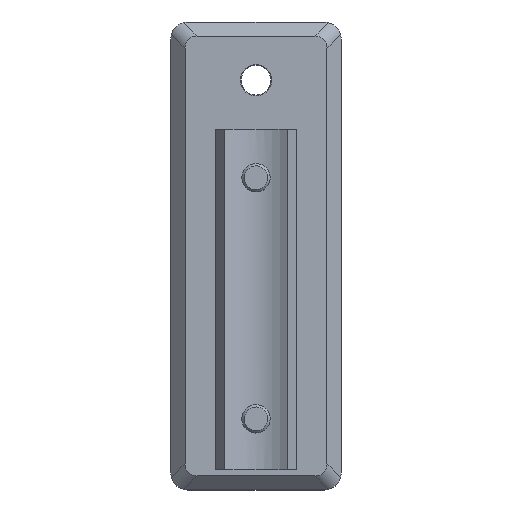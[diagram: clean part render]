
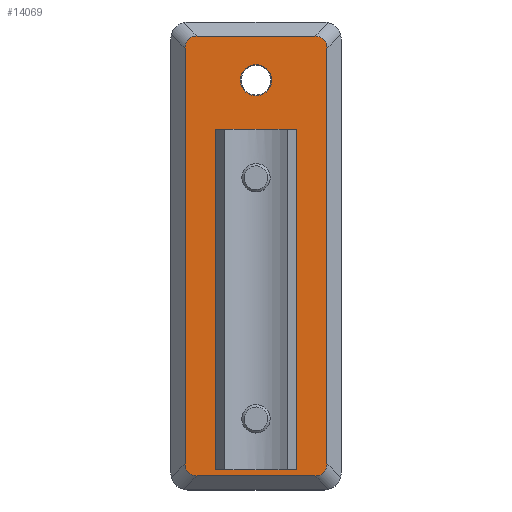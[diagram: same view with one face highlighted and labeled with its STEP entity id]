
A CAD part, top view. The second image highlights one B-rep face of the part: STEP entity #14069.
In plain terms, the highlighted planar face has unit normal (0, 0, 1).
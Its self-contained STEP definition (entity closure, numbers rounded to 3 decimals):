
#158 = CARTESIAN_POINT ( 'NONE',  ( 35.5, 25., 10. ) ) ;
#307 = ORIENTED_EDGE ( 'NONE', *, *, #3388, .T. ) ;
#366 = CARTESIAN_POINT ( 'NONE',  ( 50.757, 5., 10. ) ) ;
#450 = CIRCLE ( 'NONE', #12491, 5.5 ) ;
#617 = ORIENTED_EDGE ( 'NONE', *, *, #7672, .T. ) ;
#696 = CARTESIAN_POINT ( 'NONE',  ( 0., 160., 10. ) ) ;
#704 = FACE_BOUND ( 'NONE', #7350, .T. ) ;
#1279 = CARTESIAN_POINT ( 'NONE',  ( 5., 9.243, 10. ) ) ;
#1446 = EDGE_CURVE ( 'NONE', #16822, #4114, #14636, .T. ) ;
#1582 = ORIENTED_EDGE ( 'NONE', *, *, #2459, .T. ) ;
#1587 = DIRECTION ( 'NONE',  ( 0., 0., -1. ) ) ;
#2021 = EDGE_CURVE ( 'NONE', #6132, #6132, #11198, .T. ) ;
#2030 = ORIENTED_EDGE ( 'NONE', *, *, #2021, .T. ) ;
#2184 = EDGE_CURVE ( 'NONE', #5529, #5529, #8121, .T. ) ;
#2459 = EDGE_CURVE ( 'NONE', #15618, #16822, #8530, .T. ) ;
#2495 = VERTEX_POINT ( 'NONE', #9980 ) ;
#2741 = DIRECTION ( 'NONE',  ( 0., 0., -1. ) ) ;
#2915 = CARTESIAN_POINT ( 'NONE',  ( 35.5, 110., 10. ) ) ;
#3041 = CARTESIAN_POINT ( 'NONE',  ( 50.757, 5., 10. ) ) ;
#3147 = CARTESIAN_POINT ( 'NONE',  ( 53.447, 5., 10. ) ) ;
#3197 = CARTESIAN_POINT ( 'NONE',  ( 5., 158.447, 10. ) ) ;
#3264 = DIRECTION ( 'NONE',  ( 0., 0., -1. ) ) ;
#3388 = EDGE_CURVE ( 'NONE', #6964, #6964, #450, .T. ) ;
#3397 = VERTEX_POINT ( 'NONE', #366 ) ;
#3577 = CARTESIAN_POINT ( 'NONE',  ( 30., 110., 10. ) ) ;
#3999 = DIRECTION ( 'NONE',  ( 1., 0., 0. ) ) ;
#4114 = VERTEX_POINT ( 'NONE', #12034 ) ;
#4128 = LINE ( 'NONE', #696, #5571 ) ;
#4679 = EDGE_LOOP ( 'NONE', ( #2030 ) ) ;
#4698 = VECTOR ( 'NONE', #12099, 1000. ) ;
#4808 = FACE_OUTER_BOUND ( 'NONE', #10234, .T. ) ;
#4925 = PLANE ( 'NONE',  #7143 ) ;
#5014 =( BOUNDED_CURVE ( )  B_SPLINE_CURVE ( 3, ( #9609, #15027, #3197, #7045 ),
 .UNSPECIFIED., .F., .F. ) 
 B_SPLINE_CURVE_WITH_KNOTS ( ( 4, 4 ),
 ( 2.618, 3.665 ),
 .UNSPECIFIED. ) 
 CURVE ( )  GEOMETRIC_REPRESENTATION_ITEM ( )  RATIONAL_B_SPLINE_CURVE ( ( 1., 0.911, 0.911, 1. ) ) 
 REPRESENTATION_ITEM ( '' )  );
#5225 = FACE_BOUND ( 'NONE', #13966, .T. ) ;
#5451 = CARTESIAN_POINT ( 'NONE',  ( 35.5, 144.5, 10. ) ) ;
#5482 = CARTESIAN_POINT ( 'NONE',  ( 60., 5., 10. ) ) ;
#5529 = VERTEX_POINT ( 'NONE', #158 ) ;
#5571 = VECTOR ( 'NONE', #13941, 1000. ) ;
#5602 = DIRECTION ( 'NONE',  ( 1., 0., 0. ) ) ;
#5795 = LINE ( 'NONE', #5482, #16061 ) ;
#5808 = ORIENTED_EDGE ( 'NONE', *, *, #11730, .T. ) ;
#5915 = ORIENTED_EDGE ( 'NONE', *, *, #2184, .T. ) ;
#5920 = CARTESIAN_POINT ( 'NONE',  ( 55., 165., 10. ) ) ;
#6132 = VERTEX_POINT ( 'NONE', #2915 ) ;
#6275 = EDGE_CURVE ( 'NONE', #7495, #3397, #5795, .T. ) ;
#6586 = CARTESIAN_POINT ( 'NONE',  ( 6.553, 5., 10. ) ) ;
#6964 = VERTEX_POINT ( 'NONE', #5451 ) ;
#7045 = CARTESIAN_POINT ( 'NONE',  ( 5., 155.757, 10. ) ) ;
#7078 = CARTESIAN_POINT ( 'NONE',  ( 55., 9.243, 10. ) ) ;
#7143 = AXIS2_PLACEMENT_3D ( 'NONE', #16750, #12762, #14079 ) ;
#7350 = EDGE_LOOP ( 'NONE', ( #307 ) ) ;
#7495 = VERTEX_POINT ( 'NONE', #10274 ) ;
#7524 = AXIS2_PLACEMENT_3D ( 'NONE', #3577, #14048, #10164 ) ;
#7672 = EDGE_CURVE ( 'NONE', #4114, #2495, #4128, .T. ) ;
#7811 = CARTESIAN_POINT ( 'NONE',  ( 5., 9.243, 10. ) ) ;
#7929 = EDGE_CURVE ( 'NONE', #2495, #13742, #5014, .T. ) ;
#7990 = ORIENTED_EDGE ( 'NONE', *, *, #13357, .T. ) ;
#8088 = DIRECTION ( 'NONE',  ( 1., 0., 0. ) ) ;
#8121 = CIRCLE ( 'NONE', #11160, 5.5 ) ;
#8530 = LINE ( 'NONE', #5920, #8723 ) ;
#8723 = VECTOR ( 'NONE', #15217, 1000. ) ;
#8761 = CARTESIAN_POINT ( 'NONE',  ( 53.447, 160., 10. ) ) ;
#8795 = ORIENTED_EDGE ( 'NONE', *, *, #10909, .T. ) ;
#9359 = CARTESIAN_POINT ( 'NONE',  ( 30., 25., 10. ) ) ;
#9467 = VERTEX_POINT ( 'NONE', #9755 ) ;
#9609 = CARTESIAN_POINT ( 'NONE',  ( 9.243, 160., 10. ) ) ;
#9755 = CARTESIAN_POINT ( 'NONE',  ( 35.5, 59.5, 10. ) ) ;
#9854 = ORIENTED_EDGE ( 'NONE', *, *, #1446, .T. ) ;
#9980 = CARTESIAN_POINT ( 'NONE',  ( 9.243, 160., 10. ) ) ;
#10164 = DIRECTION ( 'NONE',  ( 1., 0., 0. ) ) ;
#10234 = EDGE_LOOP ( 'NONE', ( #617, #11266, #8795, #15583, #14611, #7990, #1582, #9854 ) ) ;
#10274 = CARTESIAN_POINT ( 'NONE',  ( 9.243, 5., 10. ) ) ;
#10386 = CARTESIAN_POINT ( 'NONE',  ( 5., 0., 10. ) ) ;
#10576 = CARTESIAN_POINT ( 'NONE',  ( 9.243, 5., 10. ) ) ;
#10761 = CARTESIAN_POINT ( 'NONE',  ( 30., 59.5, 10. ) ) ;
#10909 = EDGE_CURVE ( 'NONE', #13742, #13186, #11077, .T. ) ;
#11077 = LINE ( 'NONE', #10386, #4698 ) ;
#11160 = AXIS2_PLACEMENT_3D ( 'NONE', #9359, #2741, #8088 ) ;
#11198 = CIRCLE ( 'NONE', #7524, 5.5 ) ;
#11266 = ORIENTED_EDGE ( 'NONE', *, *, #7929, .T. ) ;
#11363 =( BOUNDED_CURVE ( )  B_SPLINE_CURVE ( 3, ( #3041, #3147, #12338, #12111 ),
 .UNSPECIFIED., .F., .T. ) 
 B_SPLINE_CURVE_WITH_KNOTS ( ( 4, 4 ),
 ( 5.76, 6.807 ),
 .UNSPECIFIED. ) 
 CURVE ( )  GEOMETRIC_REPRESENTATION_ITEM ( )  RATIONAL_B_SPLINE_CURVE ( ( 1., 0.911, 0.911, 1. ) ) 
 REPRESENTATION_ITEM ( '' )  );
#11665 = CIRCLE ( 'NONE', #11977, 5.5 ) ;
#11730 = EDGE_CURVE ( 'NONE', #9467, #9467, #11665, .T. ) ;
#11977 = AXIS2_PLACEMENT_3D ( 'NONE', #10761, #1587, #3999 ) ;
#12034 = CARTESIAN_POINT ( 'NONE',  ( 50.757, 160., 10. ) ) ;
#12099 = DIRECTION ( 'NONE',  ( 0., -1., 0. ) ) ;
#12111 = CARTESIAN_POINT ( 'NONE',  ( 55., 9.243, 10. ) ) ;
#12338 = CARTESIAN_POINT ( 'NONE',  ( 55., 6.553, 10. ) ) ;
#12448 = EDGE_LOOP ( 'NONE', ( #5808 ) ) ;
#12491 = AXIS2_PLACEMENT_3D ( 'NONE', #16101, #3264, #5602 ) ;
#12762 = DIRECTION ( 'NONE',  ( 0., 0., 1. ) ) ;
#13162 =( BOUNDED_CURVE ( )  B_SPLINE_CURVE ( 3, ( #7811, #16966, #6586, #10576 ),
 .UNSPECIFIED., .F., .T. ) 
 B_SPLINE_CURVE_WITH_KNOTS ( ( 4, 4 ),
 ( 2.618, 3.665 ),
 .UNSPECIFIED. ) 
 CURVE ( )  GEOMETRIC_REPRESENTATION_ITEM ( )  RATIONAL_B_SPLINE_CURVE ( ( 1., 0.911, 0.911, 1. ) ) 
 REPRESENTATION_ITEM ( '' )  );
#13186 = VERTEX_POINT ( 'NONE', #1279 ) ;
#13287 = EDGE_CURVE ( 'NONE', #13186, #7495, #13162, .T. ) ;
#13357 = EDGE_CURVE ( 'NONE', #3397, #15618, #11363, .T. ) ;
#13466 = CARTESIAN_POINT ( 'NONE',  ( 5., 155.757, 10. ) ) ;
#13555 = DIRECTION ( 'NONE',  ( 1., 0., 0. ) ) ;
#13742 = VERTEX_POINT ( 'NONE', #13466 ) ;
#13781 = CARTESIAN_POINT ( 'NONE',  ( 55., 155.757, 10. ) ) ;
#13924 = CARTESIAN_POINT ( 'NONE',  ( 50.757, 160., 10. ) ) ;
#13941 = DIRECTION ( 'NONE',  ( -1., 0., 0. ) ) ;
#13966 = EDGE_LOOP ( 'NONE', ( #5915 ) ) ;
#14048 = DIRECTION ( 'NONE',  ( 0., 0., -1. ) ) ;
#14069 = ADVANCED_FACE ( 'NONE', ( #704, #14708, #15102, #5225, #4808 ), #4925, .T. ) ;
#14079 = DIRECTION ( 'NONE',  ( 1., 0., 0. ) ) ;
#14611 = ORIENTED_EDGE ( 'NONE', *, *, #6275, .T. ) ;
#14636 =( BOUNDED_CURVE ( )  B_SPLINE_CURVE ( 3, ( #16313, #15063, #8761, #13924 ),
 .UNSPECIFIED., .F., .T. ) 
 B_SPLINE_CURVE_WITH_KNOTS ( ( 4, 4 ),
 ( 5.76, 6.807 ),
 .UNSPECIFIED. ) 
 CURVE ( )  GEOMETRIC_REPRESENTATION_ITEM ( )  RATIONAL_B_SPLINE_CURVE ( ( 1., 0.911, 0.911, 1. ) ) 
 REPRESENTATION_ITEM ( '' )  );
#14708 = FACE_BOUND ( 'NONE', #4679, .T. ) ;
#15027 = CARTESIAN_POINT ( 'NONE',  ( 6.553, 160., 10. ) ) ;
#15063 = CARTESIAN_POINT ( 'NONE',  ( 55., 158.447, 10. ) ) ;
#15102 = FACE_BOUND ( 'NONE', #12448, .T. ) ;
#15217 = DIRECTION ( 'NONE',  ( 0., 1., 0. ) ) ;
#15583 = ORIENTED_EDGE ( 'NONE', *, *, #13287, .T. ) ;
#15618 = VERTEX_POINT ( 'NONE', #7078 ) ;
#16061 = VECTOR ( 'NONE', #13555, 1000. ) ;
#16101 = CARTESIAN_POINT ( 'NONE',  ( 30., 144.5, 10. ) ) ;
#16313 = CARTESIAN_POINT ( 'NONE',  ( 55., 155.757, 10. ) ) ;
#16750 = CARTESIAN_POINT ( 'NONE',  ( 0., 0., 10. ) ) ;
#16822 = VERTEX_POINT ( 'NONE', #13781 ) ;
#16966 = CARTESIAN_POINT ( 'NONE',  ( 5., 6.553, 10. ) ) ;
